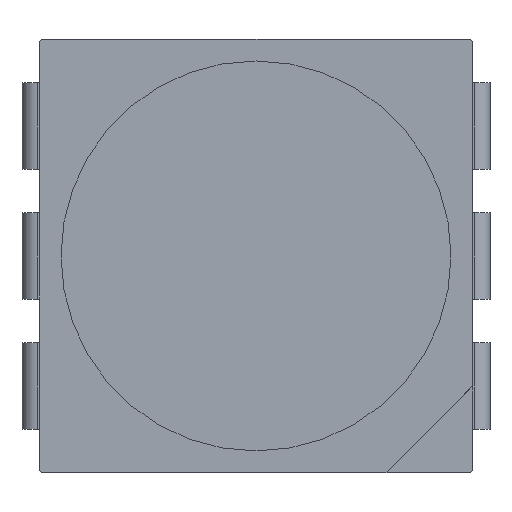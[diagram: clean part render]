
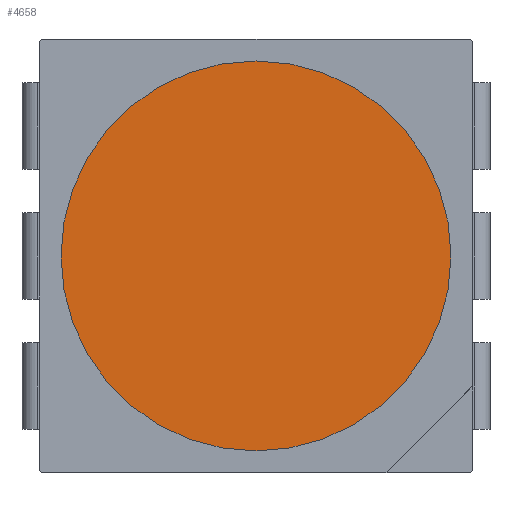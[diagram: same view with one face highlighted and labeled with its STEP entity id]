
A CAD part, top view. The second image highlights one B-rep face of the part: STEP entity #4658.
In plain terms, the highlighted planar face has unit normal (0, 0, 1).
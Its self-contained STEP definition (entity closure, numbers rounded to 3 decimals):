
#29 = CARTESIAN_POINT ( 'NONE',  ( 2.25, 0., 0. ) ) ;
#916 = AXIS2_PLACEMENT_3D ( 'NONE', #9024, #14303, #2499 ) ;
#2497 = AXIS2_PLACEMENT_3D ( 'NONE', #10105, #15356, #3578 ) ;
#2499 = DIRECTION ( 'NONE',  ( 1., 0., 0. ) ) ;
#2509 = CIRCLE ( 'NONE', #2497, 2.25 ) ;
#2694 = CARTESIAN_POINT ( 'NONE',  ( 0., 0., 0. ) ) ;
#2769 = EDGE_CURVE ( 'NONE', #4314, #16725, #2509, .T. ) ;
#3578 = DIRECTION ( 'NONE',  ( 1., 0., 0. ) ) ;
#4314 = VERTEX_POINT ( 'NONE', #29 ) ;
#4523 = ORIENTED_EDGE ( 'NONE', *, *, #2769, .T. ) ;
#4658 = ADVANCED_FACE ( 'NONE', ( #16993 ), #5187, .T. ) ;
#4701 = AXIS2_PLACEMENT_3D ( 'NONE', #2694, #7921, #13209 ) ;
#5187 = PLANE ( 'NONE',  #4701 ) ;
#6680 = EDGE_LOOP ( 'NONE', ( #4523, #16425 ) ) ;
#7256 = EDGE_CURVE ( 'NONE', #16725, #4314, #8345, .T. ) ;
#7921 = DIRECTION ( 'NONE',  ( 0., 0., 1. ) ) ;
#8345 = CIRCLE ( 'NONE', #916, 2.25 ) ;
#9024 = CARTESIAN_POINT ( 'NONE',  ( 0., 0., 0. ) ) ;
#9382 = CARTESIAN_POINT ( 'NONE',  ( -2.25, 0., 0. ) ) ;
#10105 = CARTESIAN_POINT ( 'NONE',  ( 0., 0., 0. ) ) ;
#13209 = DIRECTION ( 'NONE',  ( 1., 0., 0. ) ) ;
#14303 = DIRECTION ( 'NONE',  ( 0., 0., 1. ) ) ;
#15356 = DIRECTION ( 'NONE',  ( 0., 0., 1. ) ) ;
#16425 = ORIENTED_EDGE ( 'NONE', *, *, #7256, .T. ) ;
#16725 = VERTEX_POINT ( 'NONE', #9382 ) ;
#16993 = FACE_OUTER_BOUND ( 'NONE', #6680, .T. ) ;
